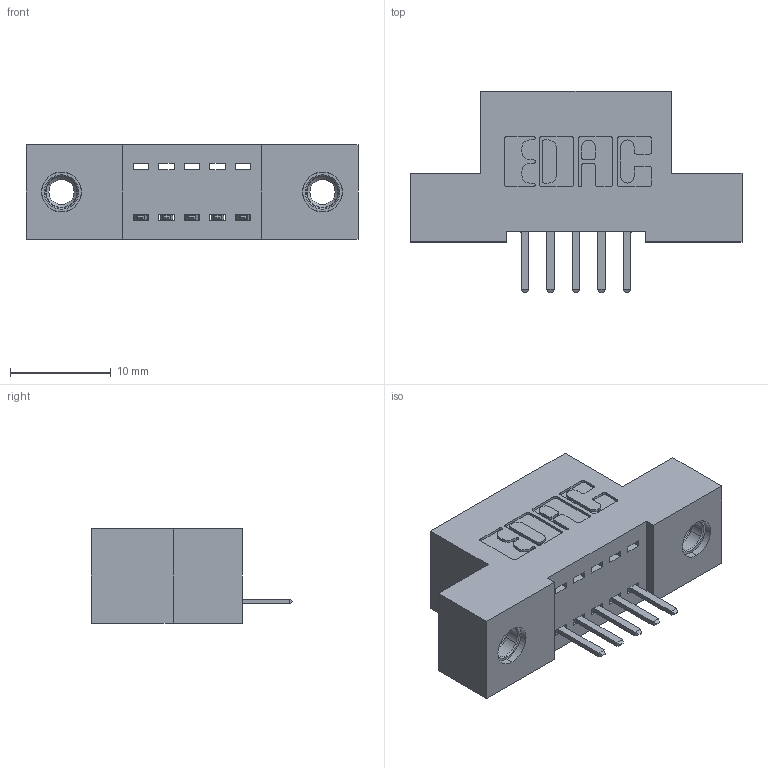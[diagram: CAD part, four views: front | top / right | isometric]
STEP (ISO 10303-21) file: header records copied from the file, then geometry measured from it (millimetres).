
FILE_DESCRIPTION (( 'STEP AP203' ), '1' );
FILE_NAME ('342-005-520-107.STEP', '2018-08-10T10:57:50', ( '' ), ( '' ), 'SwSTEP 2.0', 'SolidWorks 2016', '' );
FILE_SCHEMA (( 'CONFIG_CONTROL_DESIGN' ));
Length unit declared in the file: inch
Products named in the file (4): 345-292-001_345-293-120; 345-250-001_345-250-005-103; 342-005-520-107; 342 Part_TI
Assembly tree (8 placements, depth 2):
  342-005-520-107
    342 Part_TI
    345-292-001_345-293-120  x5
    345-250-001_345-250-005-103  x2
Bounding box: 33.02 x 20.02 x 9.4 mm (x, y, z)
Volume: 2731.8 mm3; surface area: 3306.9 mm2
Topology: 8 solids, 8 shells, 480 faces, 1355 edges, 882 vertices
Faces by surface type: plane 318, cylinder 146, cone 12, torus 4
Entity records: 9010 total; most frequent: CARTESIAN_POINT 1552, ORIENTED_EDGE 1474, DIRECTION 1405, EDGE_CURVE 737, VECTOR 585, LINE 585, VERTEX_POINT 484, AXIS2_PLACEMENT_3D 410
